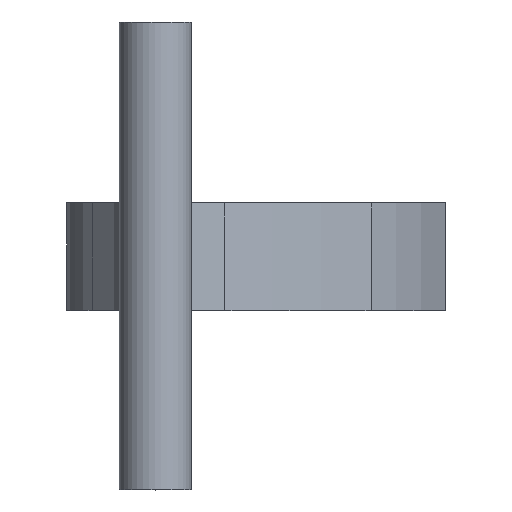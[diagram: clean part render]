
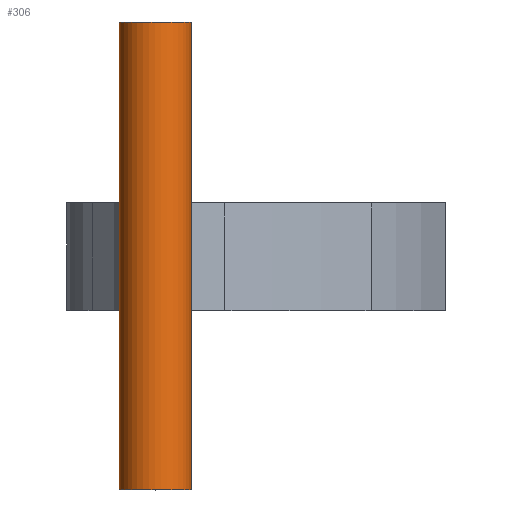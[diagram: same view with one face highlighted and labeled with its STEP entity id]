
A CAD part, top view. The second image highlights one B-rep face of the part: STEP entity #306.
In plain terms, the highlighted cylindrical face has radius 20 mm (diameter 40 mm), a full revolution.
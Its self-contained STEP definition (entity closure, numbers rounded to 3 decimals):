
#26=FACE_BOUND('',#46,.T.);
#27=FACE_OUTER_BOUND('',#45,.T.);
#45=EDGE_LOOP('',(#205,#206,#207,#208));
#46=EDGE_LOOP('',(#209,#210,#211,#212));
#64=LINE('',#499,#85);
#65=LINE('',#505,#86);
#66=LINE('',#508,#87);
#85=VECTOR('',#390,20.);
#86=VECTOR('',#395,1000.);
#87=VECTOR('',#398,1000.);
#106=CIRCLE('',#340,20.);
#107=CIRCLE('',#341,20.);
#108=CIRCLE('',#342,20.);
#109=CIRCLE('',#343,20.);
#130=VERTEX_POINT('',#496);
#131=VERTEX_POINT('',#498);
#132=VERTEX_POINT('',#501);
#133=VERTEX_POINT('',#502);
#134=VERTEX_POINT('',#504);
#135=VERTEX_POINT('',#506);
#160=EDGE_CURVE('',#130,#130,#106,.T.);
#161=EDGE_CURVE('',#130,#131,#64,.T.);
#162=EDGE_CURVE('',#131,#131,#107,.T.);
#163=EDGE_CURVE('',#132,#133,#108,.T.);
#164=EDGE_CURVE('',#134,#132,#65,.T.);
#165=EDGE_CURVE('',#134,#135,#109,.T.);
#166=EDGE_CURVE('',#135,#133,#66,.T.);
#205=ORIENTED_EDGE('',*,*,#160,.T.);
#206=ORIENTED_EDGE('',*,*,#161,.T.);
#207=ORIENTED_EDGE('',*,*,#162,.F.);
#208=ORIENTED_EDGE('',*,*,#161,.F.);
#209=ORIENTED_EDGE('',*,*,#163,.F.);
#210=ORIENTED_EDGE('',*,*,#164,.F.);
#211=ORIENTED_EDGE('',*,*,#165,.T.);
#212=ORIENTED_EDGE('',*,*,#166,.T.);
#295=CYLINDRICAL_SURFACE('',#339,20.);
#306=ADVANCED_FACE('',(#27,#26),#295,.T.);
#339=AXIS2_PLACEMENT_3D('',#495,#386,#387);
#340=AXIS2_PLACEMENT_3D('',#497,#388,#389);
#341=AXIS2_PLACEMENT_3D('',#500,#391,#392);
#342=AXIS2_PLACEMENT_3D('',#503,#393,#394);
#343=AXIS2_PLACEMENT_3D('',#507,#396,#397);
#386=DIRECTION('center_axis',(0.,1.,0.));
#387=DIRECTION('ref_axis',(-1.,0.,0.));
#388=DIRECTION('center_axis',(0.,-1.,0.));
#389=DIRECTION('ref_axis',(1.,0.,0.));
#390=DIRECTION('',(0.,-1.,0.));
#391=DIRECTION('center_axis',(0.,-1.,0.));
#392=DIRECTION('ref_axis',(1.,0.,0.));
#393=DIRECTION('center_axis',(0.,1.,0.));
#394=DIRECTION('ref_axis',(1.,0.,0.));
#395=DIRECTION('',(0.,-1.,0.));
#396=DIRECTION('center_axis',(0.,1.,0.));
#397=DIRECTION('ref_axis',(1.,0.,0.));
#398=DIRECTION('',(0.,-1.,0.));
#495=CARTESIAN_POINT('Origin',(-0.701,190.,308.));
#496=CARTESIAN_POINT('',(19.299,450.,308.));
#497=CARTESIAN_POINT('Origin',(-0.701,450.,308.));
#498=CARTESIAN_POINT('',(19.299,190.,308.));
#499=CARTESIAN_POINT('',(19.299,190.,308.));
#500=CARTESIAN_POINT('Origin',(-0.701,190.,308.));
#501=CARTESIAN_POINT('',(3.299,290.,288.404));
#502=CARTESIAN_POINT('',(-4.701,290.,288.404));
#503=CARTESIAN_POINT('Origin',(-0.701,290.,308.));
#504=CARTESIAN_POINT('',(3.299,350.,288.404));
#505=CARTESIAN_POINT('',(3.299,190.,288.404));
#506=CARTESIAN_POINT('',(-4.701,350.,288.404));
#507=CARTESIAN_POINT('Origin',(-0.701,350.,308.));
#508=CARTESIAN_POINT('',(-4.701,190.,288.404));
